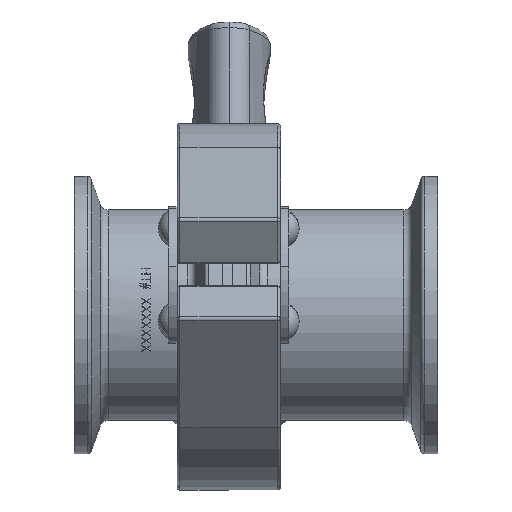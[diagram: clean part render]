
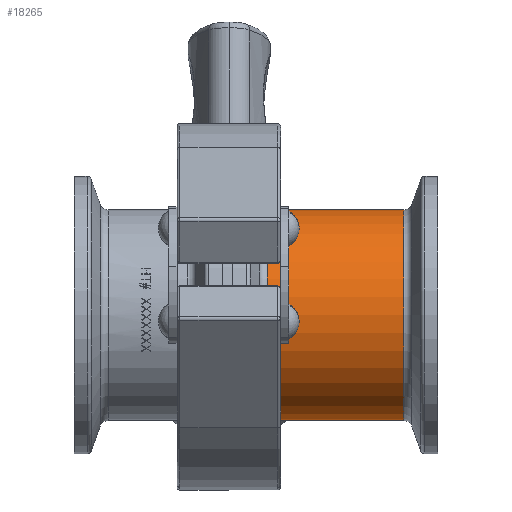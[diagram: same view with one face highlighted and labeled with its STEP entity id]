
A CAD part, left-side view. The second image highlights one B-rep face of the part: STEP entity #18265.
In plain terms, the highlighted cylindrical face has radius 19.152 mm (diameter 38.303 mm), a partial arc.
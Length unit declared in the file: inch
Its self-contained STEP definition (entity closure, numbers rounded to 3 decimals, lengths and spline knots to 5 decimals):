
#111 = DIRECTION ( 'NONE',  ( 0., -1., 0. ) ) ;
#1496 = CARTESIAN_POINT ( 'NONE',  ( 0., 0.24064, 0. ) ) ;
#1606 = CIRCLE ( 'NONE', #13208, 0.754 ) ;
#2945 = CARTESIAN_POINT ( 'NONE',  ( 0., 0.24064, 0.754 ) ) ;
#3114 = CARTESIAN_POINT ( 'NONE',  ( 0., 0., 0.754 ) ) ;
#3979 = CIRCLE ( 'NONE', #25345, 0.754 ) ;
#4310 = EDGE_LOOP ( 'NONE', ( #24266, #24656, #25732, #23633 ) ) ;
#4479 = DIRECTION ( 'NONE',  ( 0., 0., -1. ) ) ;
#5100 = CARTESIAN_POINT ( 'NONE',  ( 0., 0., 0. ) ) ;
#5553 = CARTESIAN_POINT ( 'NONE',  ( 0., 1.21636, -0.754 ) ) ;
#5746 = CARTESIAN_POINT ( 'NONE',  ( 0., 0., -0.754 ) ) ;
#7440 = VECTOR ( 'NONE', #17741, 39.37008 ) ;
#7983 = DIRECTION ( 'NONE',  ( 0., -1., 0. ) ) ;
#9692 = VERTEX_POINT ( 'NONE', #2945 ) ;
#10109 = EDGE_CURVE ( 'NONE', #24376, #24401, #15356, .T. ) ;
#10858 = FACE_OUTER_BOUND ( 'NONE', #4310, .T. ) ;
#11120 = DIRECTION ( 'NONE',  ( 0., 0., -1. ) ) ;
#13050 = VECTOR ( 'NONE', #111, 39.37008 ) ;
#13208 = AXIS2_PLACEMENT_3D ( 'NONE', #25877, #7983, #28898 ) ;
#15356 = LINE ( 'NONE', #5746, #7440 ) ;
#15683 = EDGE_CURVE ( 'NONE', #15756, #24376, #1606, .T. ) ;
#15756 = VERTEX_POINT ( 'NONE', #38118 ) ;
#17741 = DIRECTION ( 'NONE',  ( 0., -1., 0. ) ) ;
#18265 = ADVANCED_FACE ( 'NONE', ( #10858 ), #33775, .T. ) ;
#19979 = DIRECTION ( 'NONE',  ( 0., -1., 0. ) ) ;
#20564 = CARTESIAN_POINT ( 'NONE',  ( 0., 0.24064, -0.754 ) ) ;
#22394 = DIRECTION ( 'NONE',  ( 0., 1., 0. ) ) ;
#23633 = ORIENTED_EDGE ( 'NONE', *, *, #25520, .T. ) ;
#24266 = ORIENTED_EDGE ( 'NONE', *, *, #34556, .F. ) ;
#24376 = VERTEX_POINT ( 'NONE', #5553 ) ;
#24401 = VERTEX_POINT ( 'NONE', #20564 ) ;
#24656 = ORIENTED_EDGE ( 'NONE', *, *, #15683, .T. ) ;
#25345 = AXIS2_PLACEMENT_3D ( 'NONE', #1496, #22394, #4479 ) ;
#25520 = EDGE_CURVE ( 'NONE', #24401, #9692, #3979, .T. ) ;
#25732 = ORIENTED_EDGE ( 'NONE', *, *, #10109, .T. ) ;
#25877 = CARTESIAN_POINT ( 'NONE',  ( 0., 1.21636, 0. ) ) ;
#28898 = DIRECTION ( 'NONE',  ( 0., 0., -1. ) ) ;
#28972 = LINE ( 'NONE', #3114, #13050 ) ;
#32492 = AXIS2_PLACEMENT_3D ( 'NONE', #5100, #19979, #11120 ) ;
#33775 = CYLINDRICAL_SURFACE ( 'NONE', #32492, 0.754 ) ;
#34556 = EDGE_CURVE ( 'NONE', #15756, #9692, #28972, .T. ) ;
#38118 = CARTESIAN_POINT ( 'NONE',  ( 0., 1.21636, 0.754 ) ) ;
